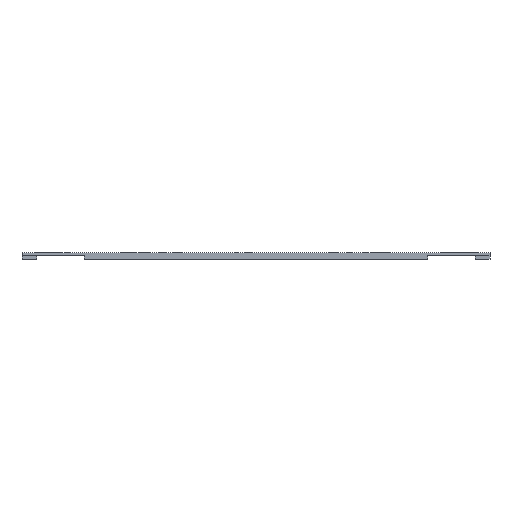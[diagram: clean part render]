
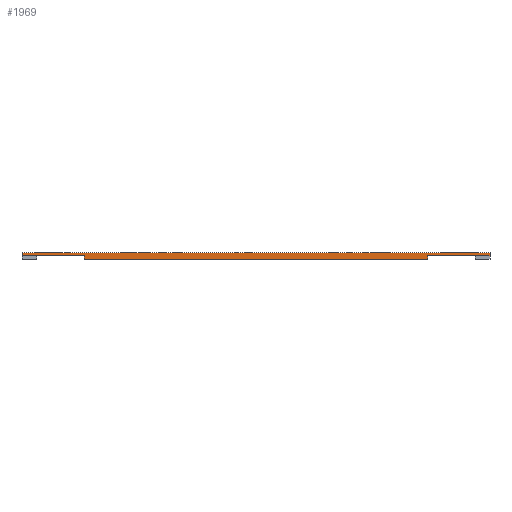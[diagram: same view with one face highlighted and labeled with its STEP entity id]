
A CAD part, front view. The second image highlights one B-rep face of the part: STEP entity #1969.
In plain terms, the highlighted planar face has unit normal (0, -1, 0).
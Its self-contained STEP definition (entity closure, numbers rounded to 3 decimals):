
#501 = EDGE_CURVE('',#502,#504,#506,.T.);
#502 = VERTEX_POINT('',#503);
#503 = CARTESIAN_POINT('',(0.,0.,1.));
#504 = VERTEX_POINT('',#505);
#505 = CARTESIAN_POINT('',(150.,0.,1.));
#506 = LINE('',#507,#508);
#507 = CARTESIAN_POINT('',(0.,0.,1.));
#508 = VECTOR('',#509,1.);
#509 = DIRECTION('',(1.,0.,0.));
#1969 = ADVANCED_FACE('',(#1970),#2027,.T.);
#1970 = FACE_BOUND('',#1971,.T.);
#1971 = EDGE_LOOP('',(#1972,#1980,#1988,#1996,#2004,#2012,#2020,#2026));
#1972 = ORIENTED_EDGE('',*,*,#1973,.F.);
#1973 = EDGE_CURVE('',#1974,#502,#1976,.T.);
#1974 = VERTEX_POINT('',#1975);
#1975 = CARTESIAN_POINT('',(0.,0.,0.));
#1976 = LINE('',#1977,#1978);
#1977 = CARTESIAN_POINT('',(0.,0.,0.));
#1978 = VECTOR('',#1979,1.);
#1979 = DIRECTION('',(0.,0.,1.));
#1980 = ORIENTED_EDGE('',*,*,#1981,.T.);
#1981 = EDGE_CURVE('',#1974,#1982,#1984,.T.);
#1982 = VERTEX_POINT('',#1983);
#1983 = CARTESIAN_POINT('',(20.,0.,0.));
#1984 = LINE('',#1985,#1986);
#1985 = CARTESIAN_POINT('',(0.,0.,0.));
#1986 = VECTOR('',#1987,1.);
#1987 = DIRECTION('',(1.,0.,0.));
#1988 = ORIENTED_EDGE('',*,*,#1989,.T.);
#1989 = EDGE_CURVE('',#1982,#1990,#1992,.T.);
#1990 = VERTEX_POINT('',#1991);
#1991 = CARTESIAN_POINT('',(20.,0.,-1.2));
#1992 = LINE('',#1993,#1994);
#1993 = CARTESIAN_POINT('',(20.,0.,0.));
#1994 = VECTOR('',#1995,1.);
#1995 = DIRECTION('',(0.,0.,-1.));
#1996 = ORIENTED_EDGE('',*,*,#1997,.T.);
#1997 = EDGE_CURVE('',#1990,#1998,#2000,.T.);
#1998 = VERTEX_POINT('',#1999);
#1999 = CARTESIAN_POINT('',(130.,0.,-1.2));
#2000 = LINE('',#2001,#2002);
#2001 = CARTESIAN_POINT('',(20.,0.,-1.2));
#2002 = VECTOR('',#2003,1.);
#2003 = DIRECTION('',(1.,0.,0.));
#2004 = ORIENTED_EDGE('',*,*,#2005,.F.);
#2005 = EDGE_CURVE('',#2006,#1998,#2008,.T.);
#2006 = VERTEX_POINT('',#2007);
#2007 = CARTESIAN_POINT('',(130.,0.,0.));
#2008 = LINE('',#2009,#2010);
#2009 = CARTESIAN_POINT('',(130.,0.,0.));
#2010 = VECTOR('',#2011,1.);
#2011 = DIRECTION('',(0.,0.,-1.));
#2012 = ORIENTED_EDGE('',*,*,#2013,.T.);
#2013 = EDGE_CURVE('',#2006,#2014,#2016,.T.);
#2014 = VERTEX_POINT('',#2015);
#2015 = CARTESIAN_POINT('',(150.,0.,0.));
#2016 = LINE('',#2017,#2018);
#2017 = CARTESIAN_POINT('',(0.,0.,0.));
#2018 = VECTOR('',#2019,1.);
#2019 = DIRECTION('',(1.,0.,0.));
#2020 = ORIENTED_EDGE('',*,*,#2021,.T.);
#2021 = EDGE_CURVE('',#2014,#504,#2022,.T.);
#2022 = LINE('',#2023,#2024);
#2023 = CARTESIAN_POINT('',(150.,0.,0.));
#2024 = VECTOR('',#2025,1.);
#2025 = DIRECTION('',(0.,0.,1.));
#2026 = ORIENTED_EDGE('',*,*,#501,.F.);
#2027 = PLANE('',#2028);
#2028 = AXIS2_PLACEMENT_3D('',#2029,#2030,#2031);
#2029 = CARTESIAN_POINT('',(75.,0.,0.058));
#2030 = DIRECTION('',(-0.,-1.,-0.));
#2031 = DIRECTION('',(0.,0.,-1.));
